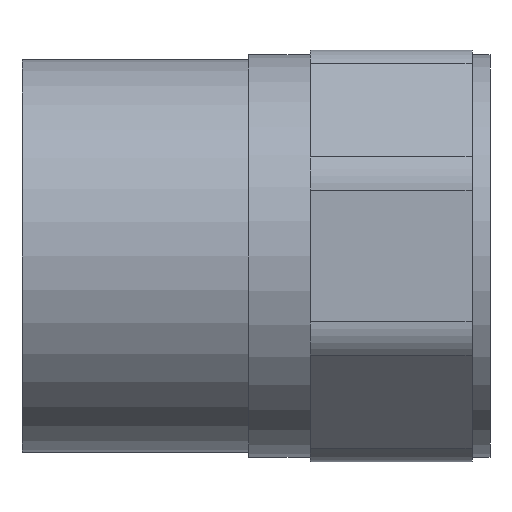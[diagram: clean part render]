
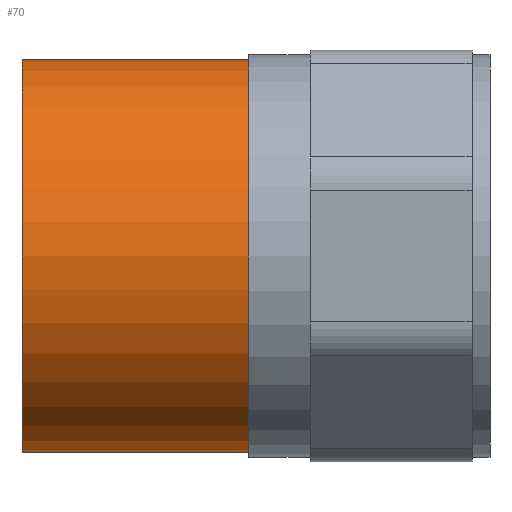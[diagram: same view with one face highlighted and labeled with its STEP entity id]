
A CAD part, front view. The second image highlights one B-rep face of the part: STEP entity #70.
In plain terms, the highlighted cylindrical face has radius 26.25 mm (diameter 52.5 mm), a full revolution.
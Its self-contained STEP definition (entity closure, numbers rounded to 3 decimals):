
#70 = ADVANCED_FACE( '', ( #160, #161 ), #162, .T. );
#160 = FACE_OUTER_BOUND( '', #279, .T. );
#161 = FACE_OUTER_BOUND( '', #280, .T. );
#162 = CYLINDRICAL_SURFACE( '', #281, 26.25 );
#279 = EDGE_LOOP( '', ( #421 ) );
#280 = EDGE_LOOP( '', ( #422 ) );
#281 = AXIS2_PLACEMENT_3D( '', #423, #424, #425 );
#421 = ORIENTED_EDGE( '', *, *, #653, .T. );
#422 = ORIENTED_EDGE( '', *, *, #654, .F. );
#423 = CARTESIAN_POINT( '', ( 40.5, 0., 0. ) );
#424 = DIRECTION( '', ( -1., 0., 0. ) );
#425 = DIRECTION( '', ( 0., 0., -1. ) );
#653 = EDGE_CURVE( '', #770, #770, #771, .T. );
#654 = EDGE_CURVE( '', #772, #772, #773, .T. );
#770 = VERTEX_POINT( '', #923 );
#771 = CIRCLE( '', #924, 26.25 );
#772 = VERTEX_POINT( '', #925 );
#773 = CIRCLE( '', #926, 26.25 );
#923 = CARTESIAN_POINT( '', ( -22., 0., -26.25 ) );
#924 = AXIS2_PLACEMENT_3D( '', #1080, #1081, #1082 );
#925 = CARTESIAN_POINT( '', ( 8.25, 0., -26.25 ) );
#926 = AXIS2_PLACEMENT_3D( '', #1083, #1084, #1085 );
#1080 = CARTESIAN_POINT( '', ( -22., 0., 0. ) );
#1081 = DIRECTION( '', ( 1., 0., 0. ) );
#1082 = DIRECTION( '', ( 0., 0., -1. ) );
#1083 = CARTESIAN_POINT( '', ( 8.25, 0., 0. ) );
#1084 = DIRECTION( '', ( 1., 0., 0. ) );
#1085 = DIRECTION( '', ( 0., 0., -1. ) );
